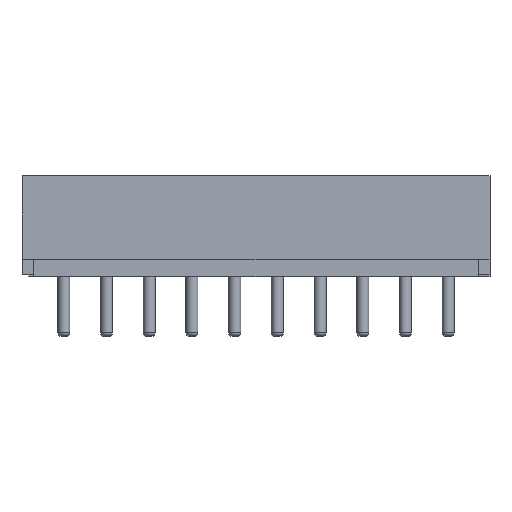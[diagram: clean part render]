
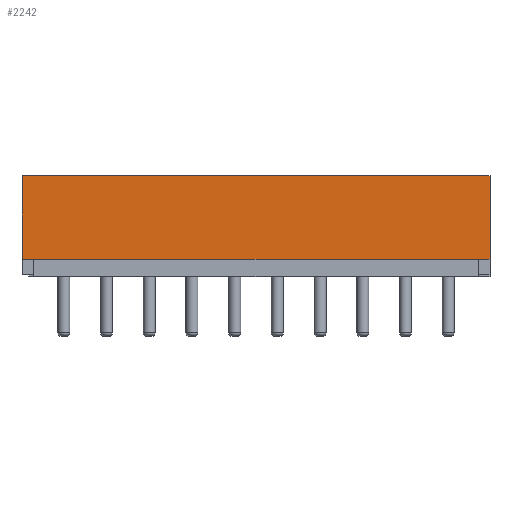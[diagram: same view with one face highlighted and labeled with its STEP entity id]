
A CAD part, top view. The second image highlights one B-rep face of the part: STEP entity #2242.
In plain terms, the highlighted planar face has unit normal (0, 0, 1).
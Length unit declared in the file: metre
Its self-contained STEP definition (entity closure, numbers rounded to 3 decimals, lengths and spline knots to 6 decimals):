
#280=FACE_OUTER_BOUND('',#439,.T.);
#439=EDGE_LOOP('',(#1790,#1791,#1792,#1793));
#656=LINE('',#3916,#883);
#668=LINE('',#3969,#895);
#674=LINE('',#3980,#901);
#687=LINE('',#4067,#914);
#883=VECTOR('',#2872,1.);
#895=VECTOR('',#2896,1.);
#901=VECTOR('',#2904,1.);
#914=VECTOR('',#2943,1.);
#1122=VERTEX_POINT('',#3912);
#1124=VERTEX_POINT('',#3915);
#1132=VERTEX_POINT('',#3967);
#1136=VERTEX_POINT('',#3978);
#1361=EDGE_CURVE('',#1124,#1122,#656,.T.);
#1376=EDGE_CURVE('',#1132,#1122,#668,.T.);
#1382=EDGE_CURVE('',#1136,#1132,#674,.T.);
#1400=EDGE_CURVE('',#1136,#1124,#687,.T.);
#1790=ORIENTED_EDGE('',*,*,#1361,.T.);
#1791=ORIENTED_EDGE('',*,*,#1376,.F.);
#1792=ORIENTED_EDGE('',*,*,#1382,.F.);
#1793=ORIENTED_EDGE('',*,*,#1400,.T.);
#2123=PLANE('',#2449);
#2242=ADVANCED_FACE('',(#280),#2123,.T.);
#2449=AXIS2_PLACEMENT_3D('',#4066,#2941,#2942);
#2872=DIRECTION('',(0.,1.,0.));
#2896=DIRECTION('',(1.,0.,0.));
#2904=DIRECTION('',(0.,1.,0.));
#2941=DIRECTION('center_axis',(0.,0.,1.));
#2942=DIRECTION('ref_axis',(1.,0.,0.));
#2943=DIRECTION('',(1.,0.,0.));
#3912=CARTESIAN_POINT('',(0.0137,0.00295,0.00247));
#3915=CARTESIAN_POINT('',(0.0137,-0.00195,0.00247));
#3916=CARTESIAN_POINT('',(0.0137,-0.00195,0.00247));
#3967=CARTESIAN_POINT('',(-0.0137,0.00295,0.00247));
#3969=CARTESIAN_POINT('',(-0.0137,0.00295,0.00247));
#3978=CARTESIAN_POINT('',(-0.0137,-0.00195,0.00247));
#3980=CARTESIAN_POINT('',(-0.0137,-0.00195,0.00247));
#4066=CARTESIAN_POINT('Origin',(-0.0137,-0.00295,0.00247));
#4067=CARTESIAN_POINT('',(-0.0137,-0.00195,0.00247));
